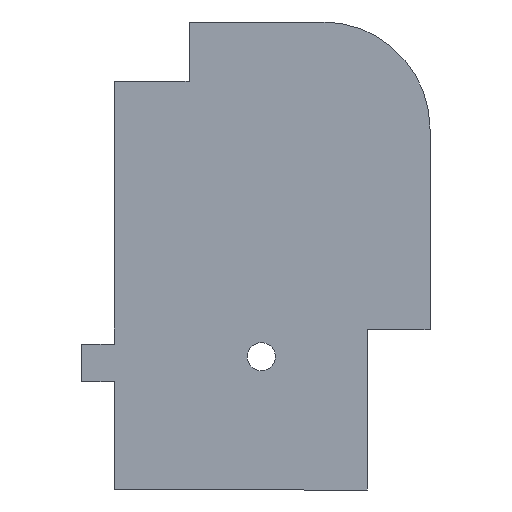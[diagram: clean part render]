
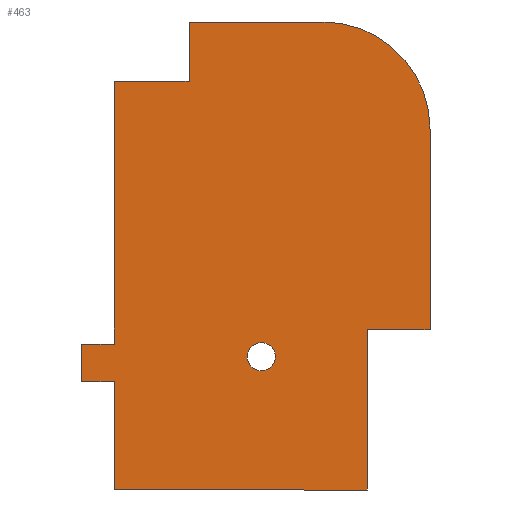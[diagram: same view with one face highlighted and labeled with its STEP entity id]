
A CAD part, front view. The second image highlights one B-rep face of the part: STEP entity #463.
In plain terms, the highlighted planar face has unit normal (0, -1, 0).
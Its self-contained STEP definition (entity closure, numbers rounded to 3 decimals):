
#45=FACE_BOUND('',#110,.T.);
#60=CIRCLE('',#524,8.);
#61=CIRCLE('',#525,1.05);
#79=FACE_OUTER_BOUND('',#109,.T.);
#109=EDGE_LOOP('',(#361,#362,#363,#364,#365,#366,#367,#368,#369,#370,#371,
#372,#373));
#110=EDGE_LOOP('',(#374));
#132=LINE('',#697,#175);
#145=LINE('',#729,#188);
#150=LINE('',#764,#193);
#151=LINE('',#766,#194);
#152=LINE('',#768,#195);
#153=LINE('',#772,#196);
#154=LINE('',#774,#197);
#155=LINE('',#776,#198);
#156=LINE('',#778,#199);
#157=LINE('',#780,#200);
#158=LINE('',#782,#201);
#159=LINE('',#783,#202);
#175=VECTOR('',#556,10.);
#188=VECTOR('',#579,10.);
#193=VECTOR('',#614,10.);
#194=VECTOR('',#615,10.);
#195=VECTOR('',#616,10.);
#196=VECTOR('',#619,10.);
#197=VECTOR('',#620,10.);
#198=VECTOR('',#621,10.);
#199=VECTOR('',#622,10.);
#200=VECTOR('',#623,10.);
#201=VECTOR('',#624,10.);
#202=VECTOR('',#625,10.);
#218=VERTEX_POINT('',#694);
#219=VERTEX_POINT('',#696);
#233=VERTEX_POINT('',#728);
#242=VERTEX_POINT('',#763);
#243=VERTEX_POINT('',#765);
#244=VERTEX_POINT('',#767);
#245=VERTEX_POINT('',#769);
#246=VERTEX_POINT('',#771);
#247=VERTEX_POINT('',#773);
#248=VERTEX_POINT('',#775);
#249=VERTEX_POINT('',#777);
#250=VERTEX_POINT('',#779);
#251=VERTEX_POINT('',#781);
#252=VERTEX_POINT('',#784);
#258=EDGE_CURVE('',#219,#218,#132,.T.);
#274=EDGE_CURVE('',#233,#219,#145,.T.);
#288=EDGE_CURVE('',#218,#242,#150,.T.);
#289=EDGE_CURVE('',#242,#243,#151,.T.);
#290=EDGE_CURVE('',#243,#244,#152,.T.);
#291=EDGE_CURVE('',#244,#245,#60,.T.);
#292=EDGE_CURVE('',#245,#246,#153,.T.);
#293=EDGE_CURVE('',#246,#247,#154,.T.);
#294=EDGE_CURVE('',#247,#248,#155,.T.);
#295=EDGE_CURVE('',#248,#249,#156,.T.);
#296=EDGE_CURVE('',#249,#250,#157,.T.);
#297=EDGE_CURVE('',#250,#251,#158,.T.);
#298=EDGE_CURVE('',#251,#233,#159,.T.);
#299=EDGE_CURVE('',#252,#252,#61,.T.);
#361=ORIENTED_EDGE('',*,*,#258,.T.);
#362=ORIENTED_EDGE('',*,*,#288,.T.);
#363=ORIENTED_EDGE('',*,*,#289,.T.);
#364=ORIENTED_EDGE('',*,*,#290,.T.);
#365=ORIENTED_EDGE('',*,*,#291,.T.);
#366=ORIENTED_EDGE('',*,*,#292,.T.);
#367=ORIENTED_EDGE('',*,*,#293,.T.);
#368=ORIENTED_EDGE('',*,*,#294,.T.);
#369=ORIENTED_EDGE('',*,*,#295,.T.);
#370=ORIENTED_EDGE('',*,*,#296,.T.);
#371=ORIENTED_EDGE('',*,*,#297,.T.);
#372=ORIENTED_EDGE('',*,*,#298,.T.);
#373=ORIENTED_EDGE('',*,*,#274,.T.);
#374=ORIENTED_EDGE('',*,*,#299,.T.);
#441=PLANE('',#523);
#463=ADVANCED_FACE('',(#79,#45),#441,.T.);
#523=AXIS2_PLACEMENT_3D('',#762,#612,#613);
#524=AXIS2_PLACEMENT_3D('',#770,#617,#618);
#525=AXIS2_PLACEMENT_3D('',#785,#626,#627);
#556=DIRECTION('',(1.,0.,0.));
#579=DIRECTION('',(0.,0.,-1.));
#612=DIRECTION('center_axis',(0.,-1.,0.));
#613=DIRECTION('ref_axis',(0.,0.,-1.));
#614=DIRECTION('',(0.,0.,1.));
#615=DIRECTION('',(1.,0.,0.));
#616=DIRECTION('',(0.,0.,1.));
#617=DIRECTION('center_axis',(0.,-1.,0.));
#618=DIRECTION('ref_axis',(1.,0.,0.));
#619=DIRECTION('',(-1.,0.,0.));
#620=DIRECTION('',(0.,0.,-1.));
#621=DIRECTION('',(-1.,0.,0.));
#622=DIRECTION('',(0.,0.,-1.));
#623=DIRECTION('',(-1.,0.,0.));
#624=DIRECTION('',(0.,0.,-1.));
#625=DIRECTION('',(1.,0.,0.));
#626=DIRECTION('center_axis',(0.,1.,0.));
#627=DIRECTION('ref_axis',(-1.,0.,0.));
#694=CARTESIAN_POINT('',(-5.701,-0.15,-1.573));
#696=CARTESIAN_POINT('',(-24.601,-0.15,-1.573));
#697=CARTESIAN_POINT('',(-19.301,-0.15,-1.573));
#728=CARTESIAN_POINT('',(-24.601,-0.15,6.527));
#729=CARTESIAN_POINT('',(-24.601,-0.15,6.527));
#762=CARTESIAN_POINT('Origin',(-14.001,-0.15,15.877));
#763=CARTESIAN_POINT('',(-5.701,-0.15,10.377));
#764=CARTESIAN_POINT('',(-5.701,-0.15,-1.623));
#765=CARTESIAN_POINT('',(-1.001,-0.15,10.377));
#766=CARTESIAN_POINT('',(-5.701,-0.15,10.377));
#767=CARTESIAN_POINT('',(-1.001,-0.15,25.377));
#768=CARTESIAN_POINT('',(-1.001,-0.15,10.377));
#769=CARTESIAN_POINT('',(-9.001,-0.15,33.377));
#770=CARTESIAN_POINT('Origin',(-9.001,-0.15,25.377));
#771=CARTESIAN_POINT('',(-19.001,-0.15,33.377));
#772=CARTESIAN_POINT('',(-9.001,-0.15,33.377));
#773=CARTESIAN_POINT('',(-19.001,-0.15,28.947));
#774=CARTESIAN_POINT('',(-19.001,-0.15,33.377));
#775=CARTESIAN_POINT('',(-24.601,-0.15,28.947));
#776=CARTESIAN_POINT('',(-19.001,-0.15,28.947));
#777=CARTESIAN_POINT('',(-24.601,-0.15,9.327));
#778=CARTESIAN_POINT('',(-24.601,-0.15,28.947));
#779=CARTESIAN_POINT('',(-27.001,-0.15,9.327));
#780=CARTESIAN_POINT('',(-24.601,-0.15,9.327));
#781=CARTESIAN_POINT('',(-27.001,-0.15,6.527));
#782=CARTESIAN_POINT('',(-27.001,-0.15,9.327));
#783=CARTESIAN_POINT('',(-27.001,-0.15,6.527));
#784=CARTESIAN_POINT('',(-12.551,-0.15,8.377));
#785=CARTESIAN_POINT('Origin',(-13.601,-0.15,8.377));
